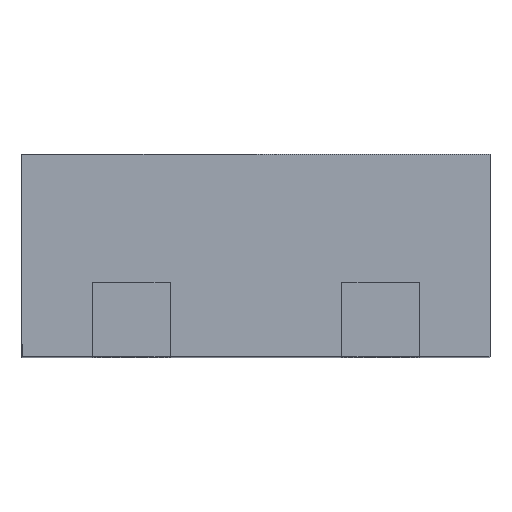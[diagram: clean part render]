
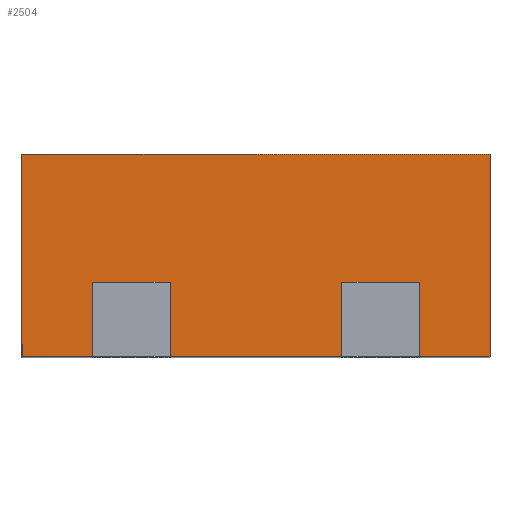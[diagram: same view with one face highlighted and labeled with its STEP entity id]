
A CAD part, top view. The second image highlights one B-rep face of the part: STEP entity #2504.
In plain terms, the highlighted planar face has unit normal (0, 0, 1).
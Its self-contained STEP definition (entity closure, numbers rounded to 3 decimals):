
#27 = EDGE_CURVE ( 'NONE', #3406, #1657, #580, .T. ) ;
#32 = EDGE_CURVE ( 'NONE', #1233, #3406, #1877, .T. ) ;
#66 = CARTESIAN_POINT ( 'NONE',  ( -0.275, 0.24, 0.9 ) ) ;
#166 = ORIENTED_EDGE ( 'NONE', *, *, #2517, .T. ) ;
#242 = EDGE_CURVE ( 'NONE', #3097, #1615, #2943, .T. ) ;
#343 = LINE ( 'NONE', #2528, #1039 ) ;
#357 = DIRECTION ( 'NONE',  ( 1., 0., 0. ) ) ;
#379 = EDGE_CURVE ( 'NONE', #1470, #2823, #343, .T. ) ;
#385 = ORIENTED_EDGE ( 'NONE', *, *, #387, .T. ) ;
#387 = EDGE_CURVE ( 'NONE', #3097, #1233, #660, .T. ) ;
#404 = VECTOR ( 'NONE', #781, 1000. ) ;
#480 = VECTOR ( 'NONE', #2515, 1000. ) ;
#534 = EDGE_CURVE ( 'NONE', #2493, #1741, #1003, .T. ) ;
#580 = LINE ( 'NONE', #3228, #2107 ) ;
#590 = DIRECTION ( 'NONE',  ( 1., 0., 0. ) ) ;
#660 = LINE ( 'NONE', #1731, #480 ) ;
#704 = VERTEX_POINT ( 'NONE', #1795 ) ;
#725 = VERTEX_POINT ( 'NONE', #2350 ) ;
#741 = CARTESIAN_POINT ( 'NONE',  ( 0.275, 0., 0.9 ) ) ;
#781 = DIRECTION ( 'NONE',  ( 0., -1., 0. ) ) ;
#858 = VECTOR ( 'NONE', #3364, 1000. ) ;
#879 = LINE ( 'NONE', #3043, #940 ) ;
#901 = PLANE ( 'NONE',  #1587 ) ;
#928 = ORIENTED_EDGE ( 'NONE', *, *, #2682, .T. ) ;
#940 = VECTOR ( 'NONE', #1956, 1000. ) ;
#965 = CARTESIAN_POINT ( 'NONE',  ( -0.525, 0., 0.9 ) ) ;
#990 = EDGE_CURVE ( 'NONE', #725, #2493, #879, .T. ) ;
#999 = ORIENTED_EDGE ( 'NONE', *, *, #3085, .F. ) ;
#1003 = LINE ( 'NONE', #965, #3349 ) ;
#1013 = CARTESIAN_POINT ( 'NONE',  ( 0.525, 0.24, 0.9 ) ) ;
#1039 = VECTOR ( 'NONE', #357, 1000. ) ;
#1137 = DIRECTION ( 'NONE',  ( 0., -1., 0. ) ) ;
#1181 = ORIENTED_EDGE ( 'NONE', *, *, #1582, .F. ) ;
#1190 = DIRECTION ( 'NONE',  ( 1., 0., 0. ) ) ;
#1221 = CARTESIAN_POINT ( 'NONE',  ( -0.275, 0.24, 0.9 ) ) ;
#1233 = VERTEX_POINT ( 'NONE', #1013 ) ;
#1282 = CARTESIAN_POINT ( 'NONE',  ( 0.275, 0.24, 0.9 ) ) ;
#1347 = CARTESIAN_POINT ( 'NONE',  ( 0.275, 0., 0.9 ) ) ;
#1359 = VERTEX_POINT ( 'NONE', #2710 ) ;
#1362 = VECTOR ( 'NONE', #590, 1000. ) ;
#1401 = CARTESIAN_POINT ( 'NONE',  ( 0.525, 0.24, 0.9 ) ) ;
#1447 = DIRECTION ( 'NONE',  ( 0., 0., -1. ) ) ;
#1461 = CARTESIAN_POINT ( 'NONE',  ( -0.75, 0., 0.9 ) ) ;
#1470 = VERTEX_POINT ( 'NONE', #2254 ) ;
#1472 = CARTESIAN_POINT ( 'NONE',  ( -0.525, 0., 0.9 ) ) ;
#1477 = FACE_OUTER_BOUND ( 'NONE', #2927, .T. ) ;
#1582 = EDGE_CURVE ( 'NONE', #1470, #1741, #1744, .T. ) ;
#1587 = AXIS2_PLACEMENT_3D ( 'NONE', #3312, #1447, #1760 ) ;
#1615 = VERTEX_POINT ( 'NONE', #741 ) ;
#1634 = CARTESIAN_POINT ( 'NONE',  ( 0.275, 0.24, 0.9 ) ) ;
#1657 = VERTEX_POINT ( 'NONE', #2686 ) ;
#1713 = ORIENTED_EDGE ( 'NONE', *, *, #242, .F. ) ;
#1715 = VECTOR ( 'NONE', #1137, 1000. ) ;
#1731 = CARTESIAN_POINT ( 'NONE',  ( -0.75, 0.24, 0.9 ) ) ;
#1741 = VERTEX_POINT ( 'NONE', #1472 ) ;
#1744 = LINE ( 'NONE', #2798, #3335 ) ;
#1746 = LINE ( 'NONE', #2831, #2582 ) ;
#1760 = DIRECTION ( 'NONE',  ( -1., 0., 0. ) ) ;
#1775 = DIRECTION ( 'NONE',  ( 1., 0., 0. ) ) ;
#1795 = CARTESIAN_POINT ( 'NONE',  ( 0.75, 0.65, 0.9 ) ) ;
#1877 = LINE ( 'NONE', #1401, #1715 ) ;
#1916 = ORIENTED_EDGE ( 'NONE', *, *, #32, .T. ) ;
#1956 = DIRECTION ( 'NONE',  ( 0., -1., 0. ) ) ;
#2107 = VECTOR ( 'NONE', #2431, 1000. ) ;
#2111 = VECTOR ( 'NONE', #2978, 1000. ) ;
#2254 = CARTESIAN_POINT ( 'NONE',  ( -0.525, 0.24, 0.9 ) ) ;
#2283 = DIRECTION ( 'NONE',  ( 0., -1., 0. ) ) ;
#2287 = ORIENTED_EDGE ( 'NONE', *, *, #990, .T. ) ;
#2331 = LINE ( 'NONE', #3402, #404 ) ;
#2350 = CARTESIAN_POINT ( 'NONE',  ( -0.75, 0.65, 0.9 ) ) ;
#2360 = ORIENTED_EDGE ( 'NONE', *, *, #534, .T. ) ;
#2380 = ORIENTED_EDGE ( 'NONE', *, *, #379, .T. ) ;
#2431 = DIRECTION ( 'NONE',  ( 1., 0., 0. ) ) ;
#2493 = VERTEX_POINT ( 'NONE', #1461 ) ;
#2504 = ADVANCED_FACE ( 'NONE', ( #1477 ), #901, .F. ) ;
#2515 = DIRECTION ( 'NONE',  ( 1., 0., 0. ) ) ;
#2517 = EDGE_CURVE ( 'NONE', #2823, #1359, #3066, .T. ) ;
#2528 = CARTESIAN_POINT ( 'NONE',  ( -0.75, 0.24, 0.9 ) ) ;
#2582 = VECTOR ( 'NONE', #1190, 1000. ) ;
#2682 = EDGE_CURVE ( 'NONE', #1359, #1615, #3011, .T. ) ;
#2686 = CARTESIAN_POINT ( 'NONE',  ( 0.75, 0., 0.9 ) ) ;
#2705 = CARTESIAN_POINT ( 'NONE',  ( 0.525, 0., 0.9 ) ) ;
#2710 = CARTESIAN_POINT ( 'NONE',  ( -0.275, 0., 0.9 ) ) ;
#2715 = ORIENTED_EDGE ( 'NONE', *, *, #27, .T. ) ;
#2732 = ORIENTED_EDGE ( 'NONE', *, *, #2975, .F. ) ;
#2798 = CARTESIAN_POINT ( 'NONE',  ( -0.525, 0.24, 0.9 ) ) ;
#2823 = VERTEX_POINT ( 'NONE', #66 ) ;
#2831 = CARTESIAN_POINT ( 'NONE',  ( -0.75, 0.65, 0.9 ) ) ;
#2927 = EDGE_LOOP ( 'NONE', ( #2715, #999, #2732, #2287, #2360, #1181, #2380, #166, #928, #1713, #385, #1916 ) ) ;
#2943 = LINE ( 'NONE', #1634, #2111 ) ;
#2975 = EDGE_CURVE ( 'NONE', #725, #704, #1746, .T. ) ;
#2978 = DIRECTION ( 'NONE',  ( 0., -1., 0. ) ) ;
#3011 = LINE ( 'NONE', #1347, #1362 ) ;
#3043 = CARTESIAN_POINT ( 'NONE',  ( -0.75, 0.24, 0.9 ) ) ;
#3066 = LINE ( 'NONE', #1221, #858 ) ;
#3085 = EDGE_CURVE ( 'NONE', #704, #1657, #2331, .T. ) ;
#3097 = VERTEX_POINT ( 'NONE', #1282 ) ;
#3228 = CARTESIAN_POINT ( 'NONE',  ( 0.75, 0., 0.9 ) ) ;
#3312 = CARTESIAN_POINT ( 'NONE',  ( 0.75, 0.24, 0.9 ) ) ;
#3335 = VECTOR ( 'NONE', #2283, 1000. ) ;
#3349 = VECTOR ( 'NONE', #1775, 1000. ) ;
#3364 = DIRECTION ( 'NONE',  ( 0., -1., 0. ) ) ;
#3402 = CARTESIAN_POINT ( 'NONE',  ( 0.75, 0.24, 0.9 ) ) ;
#3406 = VERTEX_POINT ( 'NONE', #2705 ) ;
